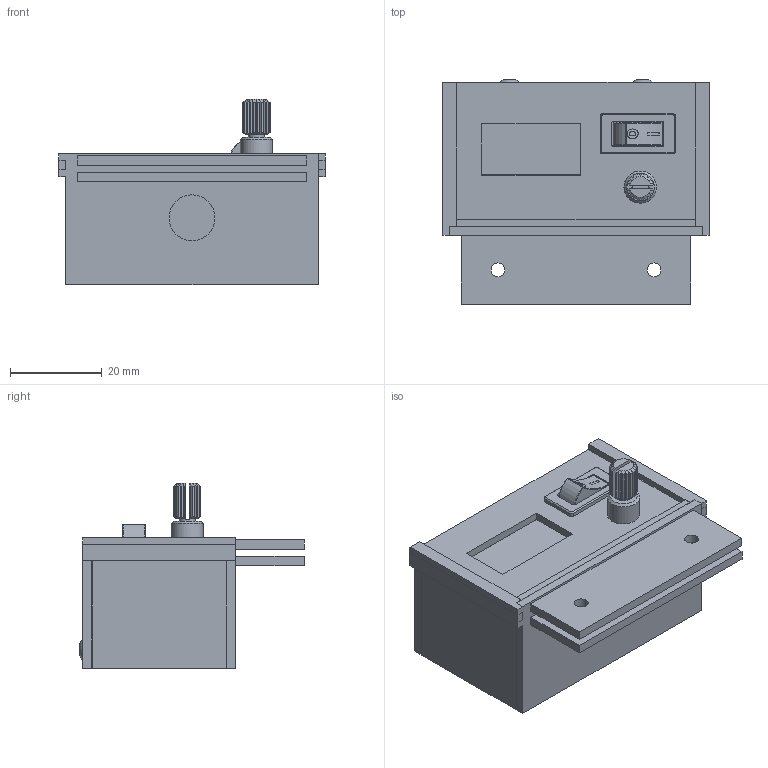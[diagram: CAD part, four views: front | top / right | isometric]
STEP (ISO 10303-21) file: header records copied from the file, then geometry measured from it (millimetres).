
FILE_DESCRIPTION(/* description */ (''),/* implementation_level */ '2;1');
FILE_NAME(/* name */ 'Full device.step',/* time_stamp */ '2025-12-27T16:19:20+01:00',/* author */ (''),/* organization */ (''),/* preprocessor_version */ 'ST-DEVELOPER v20.1',/* originating_system */ 'Autodesk Translation Framework v14.21.0.0',/* authorisation */ '');
FILE_SCHEMA (('AUTOMOTIVE_DESIGN { 1 0 10303 214 3 1 1 }','AP242_MANAGED_MODEL_BASED_3D_ENGINEERING_MIM_LF { 1 0 10303 442 3 1 4 }'));
Products named in the file (10): 2025-12-25-16-55-03-202; 2025-12-26-12-07-04-632; 2025-12-26-12-07-13-120; 2025-12-25-23-13-54-552; 2025-12-26-12-20-45-355; 2025-12-26-12-20-49-449; 2025-12-26-13-44-33-025; 2025-12-26-13-44-36-948; SFS-EN ISO 7380-2 - M2 x 4 Steel 4.6 Plain; SFS-EN ISO 7380-2 - M3 x 6 Steel 4.6 Plain
Assembly tree (13 placements, depth 2):
  2025-12-25-16-55-03-202
    2025-12-26-12-07-04-632
    2025-12-26-12-07-13-120
    2025-12-25-23-13-54-552
    2025-12-26-12-20-45-355
    2025-12-26-12-20-49-449
    2025-12-26-13-44-33-025
    2025-12-26-13-44-36-948
    SFS-EN ISO 7380-2 - M2 x 4 Steel 4.6 Plain  x4
    SFS-EN ISO 7380-2 - M3 x 6 Steel 4.6 Plain  x2
Bounding box: 58 x 48.93 x 40.3 mm (x, y, z)
Volume: 23282.1 mm3; surface area: 29551.1 mm2
Topology: 23 solids, 23 shells, 2041 faces, 5551 edges, 3632 vertices
Faces by surface type: plane 1485, cylinder 384, bspline 89, cone 39, torus 26, sphere 18
Full cylindrical faces by diameter (mm): 0.53 x2, 0.65 x2, 0.9 x4, 0.922 x4, 1 x4, 1.1 x16, 1.7 x2, 1.933 x4, 2 x6, 2.4 x6, 2.8 x4, 2.927 x2, 3 x4, 3.3 x1, 3.5 x1, 3.51 x1, 3.6 x6, 4 x5, 4.6 x4, 6.5 x2, 6.9 x3, 7 x1, 10 x1
Entity records: 66433 total; most frequent: CARTESIAN_POINT 15132, ORIENTED_EDGE 10798, DIRECTION 9700, EDGE_CURVE 5399, LINE 4208, VECTOR 4208, VERTEX_POINT 3548, AXIS2_PLACEMENT_3D 2746
